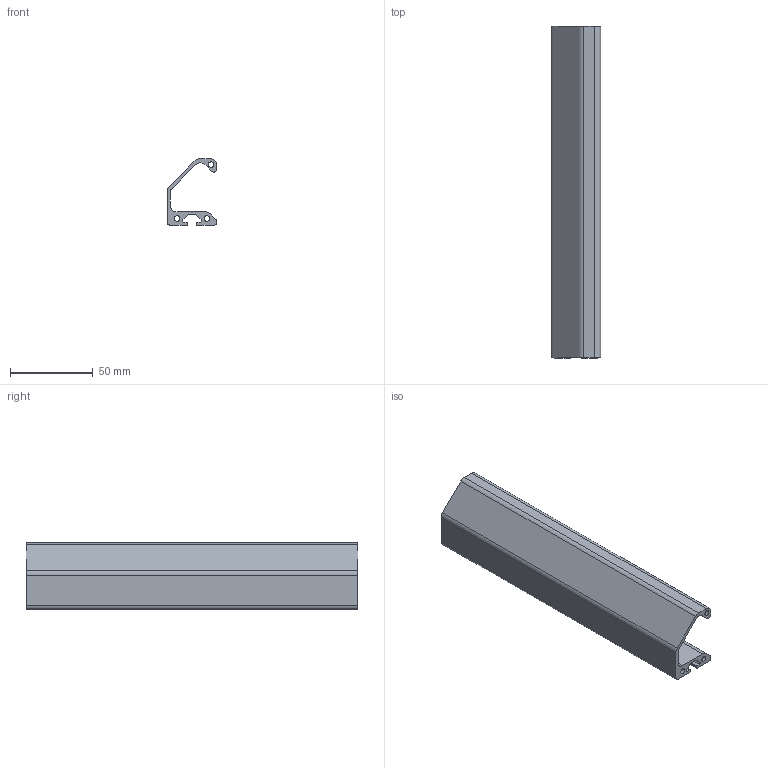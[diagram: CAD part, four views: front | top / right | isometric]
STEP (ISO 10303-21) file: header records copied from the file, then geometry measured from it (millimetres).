
FILE_DESCRIPTION(/* description */ ('Griffleistenprofil'),/* implementation_level */ '2;1');
FILE_NAME(/* name */ 'Syskomp 251000999 Griffleistenprofil.stp',/* time_stamp */ '2017-04-26T10:12:45+02:00',/* author */ ('wheldmann'),/* organization */ (''),/* preprocessor_version */ 'ST-DEVELOPER v16.1',/* originating_system */ 'Autodesk Inventor 2016',/* authorisation */ ' ');
FILE_SCHEMA (('AUTOMOTIVE_DESIGN { 1 0 10303 214 3 1 1 }'));
Length unit declared in the file: millimetre
Products named in the file (1): 251000999 Griffleistenprofil - 200
Bounding box: 30 x 200 x 40 mm (x, y, z)
Volume: 56775.4 mm3; surface area: 45436.8 mm2
Topology: 1 solids, 1 shells, 41 faces, 117 edges, 78 vertices
Faces by surface type: cylinder 21, plane 20
Full cylindrical faces by diameter (mm): 3.3 x3
Entity records: 1374 total; most frequent: DIRECTION 240, CARTESIAN_POINT 234, ORIENTED_EDGE 228, EDGE_CURVE 114, AXIS2_PLACEMENT_3D 84, VERTEX_POINT 78, LINE 72, VECTOR 72
